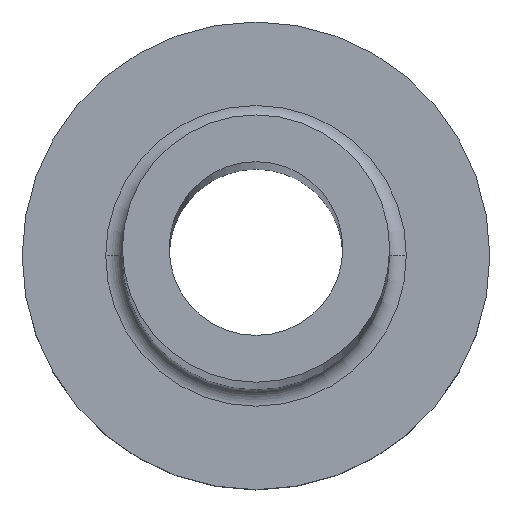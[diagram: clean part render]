
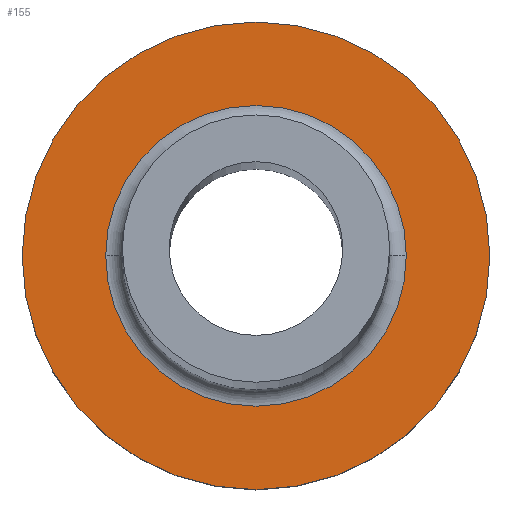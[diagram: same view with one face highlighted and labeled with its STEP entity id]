
A CAD part, top view. The second image highlights one B-rep face of the part: STEP entity #155.
In plain terms, the highlighted planar face has unit normal (0, 0, 1).
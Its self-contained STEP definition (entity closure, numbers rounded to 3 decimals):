
#3 = DIRECTION ( 'NONE',  ( 0., 0., -1. ) ) ;
#9 = ORIENTED_EDGE ( 'NONE', *, *, #337, .T. ) ;
#14 = DIRECTION ( 'NONE',  ( 1., 0., 0. ) ) ;
#17 = VERTEX_POINT ( 'NONE', #97 ) ;
#36 = DIRECTION ( 'NONE',  ( 1., 0., 0. ) ) ;
#41 = CARTESIAN_POINT ( 'NONE',  ( -7., 0., 5. ) ) ;
#43 = CARTESIAN_POINT ( 'NONE',  ( 0., 0., 5. ) ) ;
#61 = DIRECTION ( 'NONE',  ( 0., 0., 1. ) ) ;
#62 = AXIS2_PLACEMENT_3D ( 'NONE', #127, #3, #158 ) ;
#68 = CIRCLE ( 'NONE', #216, 7. ) ;
#79 = VERTEX_POINT ( 'NONE', #230 ) ;
#95 = AXIS2_PLACEMENT_3D ( 'NONE', #335, #247, #367 ) ;
#97 = CARTESIAN_POINT ( 'NONE',  ( -4.5, 0., 5. ) ) ;
#114 = EDGE_LOOP ( 'NONE', ( #136, #189 ) ) ;
#127 = CARTESIAN_POINT ( 'NONE',  ( 0., 0., 5. ) ) ;
#130 = EDGE_CURVE ( 'NONE', #17, #306, #313, .T. ) ;
#136 = ORIENTED_EDGE ( 'NONE', *, *, #378, .T. ) ;
#144 = CIRCLE ( 'NONE', #95, 4.5 ) ;
#155 = ADVANCED_FACE ( 'NONE', ( #184, #296 ), #239, .T. ) ;
#158 = DIRECTION ( 'NONE',  ( 1., 0., 0. ) ) ;
#167 = DIRECTION ( 'NONE',  ( 0., 0., 1. ) ) ;
#184 = FACE_BOUND ( 'NONE', #114, .T. ) ;
#189 = ORIENTED_EDGE ( 'NONE', *, *, #130, .T. ) ;
#193 = CARTESIAN_POINT ( 'NONE',  ( 0., 0., 5. ) ) ;
#194 = ORIENTED_EDGE ( 'NONE', *, *, #298, .T. ) ;
#199 = AXIS2_PLACEMENT_3D ( 'NONE', #327, #61, #329 ) ;
#216 = AXIS2_PLACEMENT_3D ( 'NONE', #193, #273, #14 ) ;
#224 = EDGE_LOOP ( 'NONE', ( #9, #194 ) ) ;
#230 = CARTESIAN_POINT ( 'NONE',  ( 7., 0., 5. ) ) ;
#239 = PLANE ( 'NONE',  #199 ) ;
#247 = DIRECTION ( 'NONE',  ( 0., 0., -1. ) ) ;
#273 = DIRECTION ( 'NONE',  ( 0., 0., 1. ) ) ;
#274 = CARTESIAN_POINT ( 'NONE',  ( 4.5, 0., 5. ) ) ;
#280 = VERTEX_POINT ( 'NONE', #41 ) ;
#288 = AXIS2_PLACEMENT_3D ( 'NONE', #43, #167, #36 ) ;
#296 = FACE_OUTER_BOUND ( 'NONE', #224, .T. ) ;
#298 = EDGE_CURVE ( 'NONE', #79, #280, #68, .T. ) ;
#304 = CIRCLE ( 'NONE', #288, 7. ) ;
#306 = VERTEX_POINT ( 'NONE', #274 ) ;
#313 = CIRCLE ( 'NONE', #62, 4.5 ) ;
#327 = CARTESIAN_POINT ( 'NONE',  ( 0., 0., 5. ) ) ;
#329 = DIRECTION ( 'NONE',  ( 1., 0., 0. ) ) ;
#335 = CARTESIAN_POINT ( 'NONE',  ( 0., 0., 5. ) ) ;
#337 = EDGE_CURVE ( 'NONE', #280, #79, #304, .T. ) ;
#367 = DIRECTION ( 'NONE',  ( 1., 0., 0. ) ) ;
#378 = EDGE_CURVE ( 'NONE', #306, #17, #144, .T. ) ;
